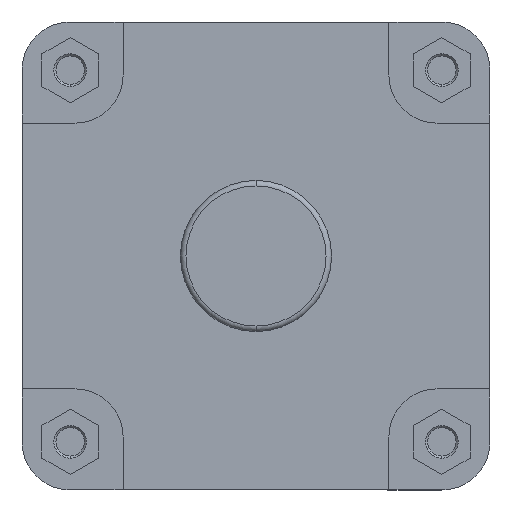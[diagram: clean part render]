
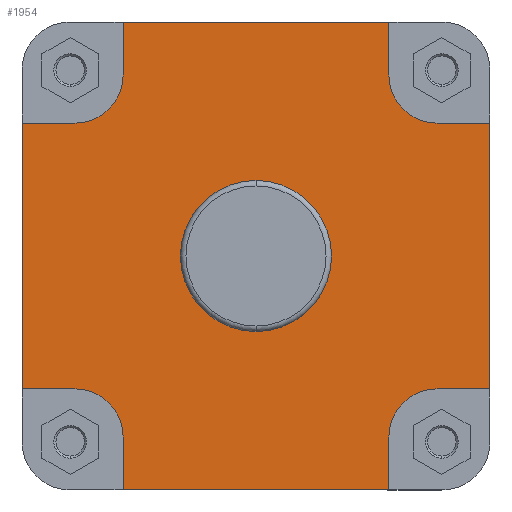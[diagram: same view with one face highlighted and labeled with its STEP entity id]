
A CAD part, left-side view. The second image highlights one B-rep face of the part: STEP entity #1954.
In plain terms, the highlighted planar face has unit normal (-1, 0, 0).
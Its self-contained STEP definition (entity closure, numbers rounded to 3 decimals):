
#502 = AXIS2_PLACEMENT_3D ( 'NONE', #2329, #2340, #2341 ) ;
#642 = AXIS2_PLACEMENT_3D ( 'NONE', #3235, #3244, #3245 ) ;
#643 = AXIS2_PLACEMENT_3D ( 'NONE', #3342, #3349, #3350 ) ;
#660 = AXIS2_PLACEMENT_3D ( 'NONE', #4250, #4257, #4258 ) ;
#662 = AXIS2_PLACEMENT_3D ( 'NONE', #4269, #4270, #4271 ) ;
#664 = AXIS2_PLACEMENT_3D ( 'NONE', #4278, #4279, #4280 ) ;
#665 = AXIS2_PLACEMENT_3D ( 'NONE', #4287, #4288, #4289 ) ;
#952 = ORIENTED_EDGE ( 'NONE', *, *, #5900, .F. ) ;
#953 = ORIENTED_EDGE ( 'NONE', *, *, #5899, .F. ) ;
#954 = ORIENTED_EDGE ( 'NONE', *, *, #5898, .F. ) ;
#955 = ORIENTED_EDGE ( 'NONE', *, *, #5897, .F. ) ;
#956 = ORIENTED_EDGE ( 'NONE', *, *, #5896, .F. ) ;
#957 = ORIENTED_EDGE ( 'NONE', *, *, #5895, .F. ) ;
#958 = ORIENTED_EDGE ( 'NONE', *, *, #5894, .F. ) ;
#959 = ORIENTED_EDGE ( 'NONE', *, *, #5893, .F. ) ;
#960 = ORIENTED_EDGE ( 'NONE', *, *, #5892, .F. ) ;
#961 = ORIENTED_EDGE ( 'NONE', *, *, #5891, .F. ) ;
#962 = ORIENTED_EDGE ( 'NONE', *, *, #5890, .F. ) ;
#963 = ORIENTED_EDGE ( 'NONE', *, *, #5889, .T. ) ;
#964 = ORIENTED_EDGE ( 'NONE', *, *, #5886, .F. ) ;
#965 = ORIENTED_EDGE ( 'NONE', *, *, #5885, .F. ) ;
#966 = ORIENTED_EDGE ( 'NONE', *, *, #5888, .F. ) ;
#967 = ORIENTED_EDGE ( 'NONE', *, *, #5887, .T. ) ;
#968 = ORIENTED_EDGE ( 'NONE', *, *, #5869, .F. ) ;
#969 = ORIENTED_EDGE ( 'NONE', *, *, #5821, .F. ) ;
#1954 = ADVANCED_FACE ( 'NONE', ( #7127, #7120 ), #2339, .F. ) ;
#2329 = CARTESIAN_POINT ( 'NONE',  ( 82., 54.9, 0. ) ) ;
#2339 = PLANE ( 'NONE',  #502 ) ;
#2340 = DIRECTION ( 'NONE',  ( 1., 0., 0. ) ) ;
#2341 = DIRECTION ( 'NONE',  ( 0., 0., -1. ) ) ;
#2712 = CARTESIAN_POINT ( 'NONE',  ( 82., 0., -54.9 ) ) ;
#2716 = CARTESIAN_POINT ( 'NONE',  ( 82., 96.5, -131.5 ) ) ;
#2825 = CARTESIAN_POINT ( 'NONE',  ( 82., -170., 96.5 ) ) ;
#2833 = CARTESIAN_POINT ( 'NONE',  ( 82., -131.5, -96.5 ) ) ;
#2875 = CARTESIAN_POINT ( 'NONE',  ( 82., -131.5, 96.5 ) ) ;
#2876 = CARTESIAN_POINT ( 'NONE',  ( 82., 96.5, 170. ) ) ;
#2877 = CARTESIAN_POINT ( 'NONE',  ( 82., -170., -96.5 ) ) ;
#2885 = CARTESIAN_POINT ( 'NONE',  ( 82., 170., -96.5 ) ) ;
#2904 = CARTESIAN_POINT ( 'NONE',  ( 82., -96.5, -131.5 ) ) ;
#2930 = CARTESIAN_POINT ( 'NONE',  ( 82., -96.5, 170. ) ) ;
#2945 = CARTESIAN_POINT ( 'NONE',  ( 82., -96.5, -170. ) ) ;
#2959 = CARTESIAN_POINT ( 'NONE',  ( 82., 0., 54.9 ) ) ;
#2980 = CARTESIAN_POINT ( 'NONE',  ( 82., 131.5, 96.5 ) ) ;
#2982 = CARTESIAN_POINT ( 'NONE',  ( 82., 170., 96.5 ) ) ;
#3001 = CARTESIAN_POINT ( 'NONE',  ( 82., 96.5, -170. ) ) ;
#3015 = CARTESIAN_POINT ( 'NONE',  ( 82., -96.5, 131.5 ) ) ;
#3016 = CARTESIAN_POINT ( 'NONE',  ( 82., 96.5, 131.5 ) ) ;
#3018 = CARTESIAN_POINT ( 'NONE',  ( 82., 131.5, -96.5 ) ) ;
#3235 = CARTESIAN_POINT ( 'NONE',  ( 82., 0., 0. ) ) ;
#3244 = DIRECTION ( 'NONE',  ( -1., 0., 0. ) ) ;
#3245 = DIRECTION ( 'NONE',  ( 0., 0., 1. ) ) ;
#3342 = CARTESIAN_POINT ( 'NONE',  ( 82., 0., 0. ) ) ;
#3349 = DIRECTION ( 'NONE',  ( -1., 0., 0. ) ) ;
#3350 = DIRECTION ( 'NONE',  ( 0., 0., 1. ) ) ;
#3394 = CIRCLE ( 'NONE', #642, 54.9 ) ;
#3477 = CIRCLE ( 'NONE', #643, 54.9 ) ;
#3490 = LINE ( 'NONE', #4261, #3504 ) ;
#3497 = LINE ( 'NONE', #4259, #3503 ) ;
#3498 = VECTOR ( 'NONE', #4260, 1000. ) ;
#3499 = LINE ( 'NONE', #4263, #3506 ) ;
#3501 = LINE ( 'NONE', #4254, #3498 ) ;
#3502 = CIRCLE ( 'NONE', #660, 35. ) ;
#3503 = VECTOR ( 'NONE', #4262, 1000. ) ;
#3504 = VECTOR ( 'NONE', #4264, 1000. ) ;
#3506 = VECTOR ( 'NONE', #4265, 1000. ) ;
#3507 = VECTOR ( 'NONE', #4273, 1000. ) ;
#3508 = LINE ( 'NONE', #4267, #3509 ) ;
#3509 = VECTOR ( 'NONE', #4268, 1000. ) ;
#3510 = LINE ( 'NONE', #4272, #3513 ) ;
#3511 = LINE ( 'NONE', #4266, #3507 ) ;
#3512 = CIRCLE ( 'NONE', #662, 35. ) ;
#3513 = VECTOR ( 'NONE', #4274, 1000. ) ;
#3514 = VECTOR ( 'NONE', #4282, 1000. ) ;
#3515 = LINE ( 'NONE', #4276, #3516 ) ;
#3516 = VECTOR ( 'NONE', #4277, 1000. ) ;
#3517 = LINE ( 'NONE', #4281, #3520 ) ;
#3518 = LINE ( 'NONE', #4275, #3514 ) ;
#3519 = CIRCLE ( 'NONE', #664, 35. ) ;
#3520 = VECTOR ( 'NONE', #4283, 1000. ) ;
#3521 = VECTOR ( 'NONE', #4292, 1000. ) ;
#3522 = LINE ( 'NONE', #4285, #3523 ) ;
#3523 = VECTOR ( 'NONE', #4286, 1000. ) ;
#3526 = LINE ( 'NONE', #4284, #3521 ) ;
#3527 = CIRCLE ( 'NONE', #665, 35. ) ;
#4250 = CARTESIAN_POINT ( 'NONE',  ( 82., -131.5, -131.5 ) ) ;
#4254 = CARTESIAN_POINT ( 'NONE',  ( 82., -170., -96.5 ) ) ;
#4257 = DIRECTION ( 'NONE',  ( -1., 0., 0. ) ) ;
#4258 = DIRECTION ( 'NONE',  ( 0., 0., -1. ) ) ;
#4259 = CARTESIAN_POINT ( 'NONE',  ( 82., -374.141, -170. ) ) ;
#4260 = DIRECTION ( 'NONE',  ( 0., 1., 0. ) ) ;
#4261 = CARTESIAN_POINT ( 'NONE',  ( 82., -96.5, -131.5 ) ) ;
#4262 = DIRECTION ( 'NONE',  ( 0., -1., 0. ) ) ;
#4263 = CARTESIAN_POINT ( 'NONE',  ( 82., -170., 0. ) ) ;
#4264 = DIRECTION ( 'NONE',  ( 0., 0., -1. ) ) ;
#4265 = DIRECTION ( 'NONE',  ( 0., 0., 1. ) ) ;
#4266 = CARTESIAN_POINT ( 'NONE',  ( 82., -96.5, 170. ) ) ;
#4267 = CARTESIAN_POINT ( 'NONE',  ( 82., -131.5, 96.5 ) ) ;
#4268 = DIRECTION ( 'NONE',  ( 0., -1., 0. ) ) ;
#4269 = CARTESIAN_POINT ( 'NONE',  ( 82., -131.5, 131.5 ) ) ;
#4270 = DIRECTION ( 'NONE',  ( -1., 0., 0. ) ) ;
#4271 = DIRECTION ( 'NONE',  ( 0., 0., -1. ) ) ;
#4272 = CARTESIAN_POINT ( 'NONE',  ( 82., -374.141, 170. ) ) ;
#4273 = DIRECTION ( 'NONE',  ( 0., 0., -1. ) ) ;
#4274 = DIRECTION ( 'NONE',  ( 0., -1., 0. ) ) ;
#4275 = CARTESIAN_POINT ( 'NONE',  ( 82., 170., 96.5 ) ) ;
#4276 = CARTESIAN_POINT ( 'NONE',  ( 82., 96.5, 131.5 ) ) ;
#4277 = DIRECTION ( 'NONE',  ( 0., 0., 1. ) ) ;
#4278 = CARTESIAN_POINT ( 'NONE',  ( 82., 131.5, 131.5 ) ) ;
#4279 = DIRECTION ( 'NONE',  ( -1., 0., 0. ) ) ;
#4280 = DIRECTION ( 'NONE',  ( 0., 0., -1. ) ) ;
#4281 = CARTESIAN_POINT ( 'NONE',  ( 82., 170., 0. ) ) ;
#4282 = DIRECTION ( 'NONE',  ( 0., -1., 0. ) ) ;
#4283 = DIRECTION ( 'NONE',  ( 0., 0., 1. ) ) ;
#4284 = CARTESIAN_POINT ( 'NONE',  ( 82., 96.5, -170. ) ) ;
#4285 = CARTESIAN_POINT ( 'NONE',  ( 82., 131.5, -96.5 ) ) ;
#4286 = DIRECTION ( 'NONE',  ( 0., 1., 0. ) ) ;
#4287 = CARTESIAN_POINT ( 'NONE',  ( 82., 131.5, -131.5 ) ) ;
#4288 = DIRECTION ( 'NONE',  ( -1., 0., 0. ) ) ;
#4289 = DIRECTION ( 'NONE',  ( 0., 0., -1. ) ) ;
#4292 = DIRECTION ( 'NONE',  ( 0., 0., 1. ) ) ;
#5345 = VERTEX_POINT ( 'NONE', #2712 ) ;
#5349 = VERTEX_POINT ( 'NONE', #2716 ) ;
#5470 = VERTEX_POINT ( 'NONE', #2825 ) ;
#5479 = VERTEX_POINT ( 'NONE', #2833 ) ;
#5530 = VERTEX_POINT ( 'NONE', #2875 ) ;
#5531 = VERTEX_POINT ( 'NONE', #2876 ) ;
#5532 = VERTEX_POINT ( 'NONE', #2877 ) ;
#5540 = VERTEX_POINT ( 'NONE', #2885 ) ;
#5561 = VERTEX_POINT ( 'NONE', #2904 ) ;
#5590 = VERTEX_POINT ( 'NONE', #2930 ) ;
#5607 = VERTEX_POINT ( 'NONE', #2945 ) ;
#5625 = VERTEX_POINT ( 'NONE', #2959 ) ;
#5647 = VERTEX_POINT ( 'NONE', #2980 ) ;
#5649 = VERTEX_POINT ( 'NONE', #2982 ) ;
#5674 = VERTEX_POINT ( 'NONE', #3001 ) ;
#5691 = VERTEX_POINT ( 'NONE', #3015 ) ;
#5693 = VERTEX_POINT ( 'NONE', #3016 ) ;
#5697 = VERTEX_POINT ( 'NONE', #3018 ) ;
#5821 = EDGE_CURVE ( 'NONE', #5625, #5345, #3394, .T. ) ;
#5869 = EDGE_CURVE ( 'NONE', #5345, #5625, #3477, .T. ) ;
#5885 = EDGE_CURVE ( 'NONE', #5479, #5561, #3502, .T. ) ;
#5886 = EDGE_CURVE ( 'NONE', #5532, #5479, #3501, .T. ) ;
#5887 = EDGE_CURVE ( 'NONE', #5674, #5607, #3497, .T. ) ;
#5888 = EDGE_CURVE ( 'NONE', #5561, #5607, #3490, .T. ) ;
#5889 = EDGE_CURVE ( 'NONE', #5532, #5470, #3499, .T. ) ;
#5890 = EDGE_CURVE ( 'NONE', #5530, #5470, #3508, .T. ) ;
#5891 = EDGE_CURVE ( 'NONE', #5691, #5530, #3512, .T. ) ;
#5892 = EDGE_CURVE ( 'NONE', #5590, #5691, #3511, .T. ) ;
#5893 = EDGE_CURVE ( 'NONE', #5531, #5590, #3510, .T. ) ;
#5894 = EDGE_CURVE ( 'NONE', #5693, #5531, #3515, .T. ) ;
#5895 = EDGE_CURVE ( 'NONE', #5647, #5693, #3519, .T. ) ;
#5896 = EDGE_CURVE ( 'NONE', #5649, #5647, #3518, .T. ) ;
#5897 = EDGE_CURVE ( 'NONE', #5540, #5649, #3517, .T. ) ;
#5898 = EDGE_CURVE ( 'NONE', #5697, #5540, #3522, .T. ) ;
#5899 = EDGE_CURVE ( 'NONE', #5349, #5697, #3527, .T. ) ;
#5900 = EDGE_CURVE ( 'NONE', #5674, #5349, #3526, .T. ) ;
#6693 = EDGE_LOOP ( 'NONE', ( #969, #968 ) ) ;
#6759 = EDGE_LOOP ( 'NONE', ( #967, #966, #965, #964, #963, #962, #961, #960, #959, #958, #957, #956, #955, #954, #953, #952 ) ) ;
#7120 = FACE_OUTER_BOUND ( 'NONE', #6759, .T. ) ;
#7127 = FACE_BOUND ( 'NONE', #6693, .T. ) ;
